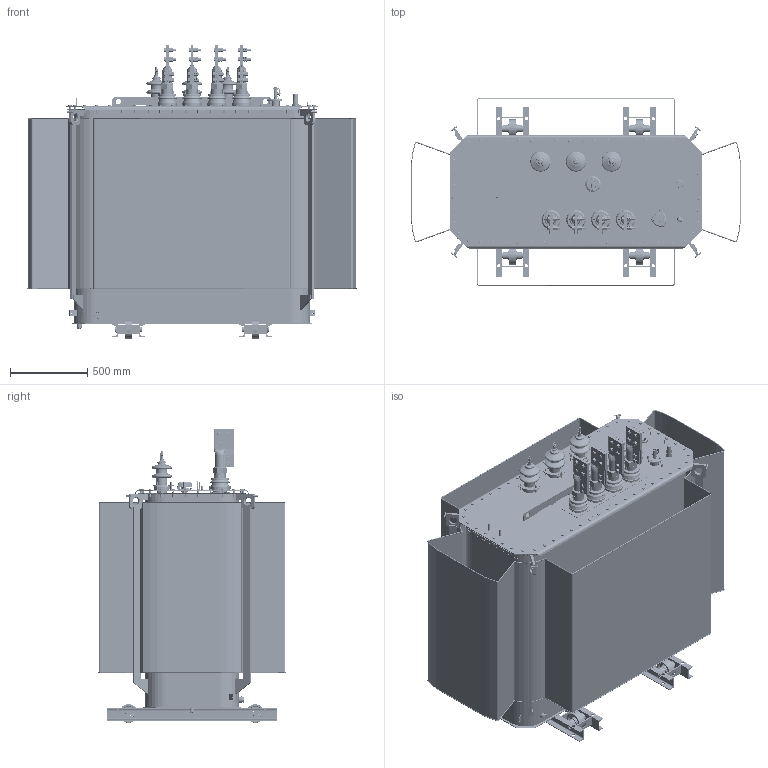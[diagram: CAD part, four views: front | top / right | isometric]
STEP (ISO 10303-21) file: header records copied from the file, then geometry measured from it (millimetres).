
FILE_DESCRIPTION(/* description */ (''),/* implementation_level */ '2;1');
FILE_NAME(/* name */ '!!!ВИЕЛ.672333.018_СБ_Трансформатор ТМГ21_1600_10_У1 (Х1)_Shrinkwrap_1.stp',/* time_stamp */ '2016-07-27T07:48:23+03:00',/* author */ ('54405'),/* organization */ (''),/* preprocessor_version */ 'ST-DEVELOPER v15.2',/* originating_system */ 'Autodesk Inventor 2014',/* authorisation */ '');
FILE_SCHEMA (('AUTOMOTIVE_DESIGN { 1 0 10303 214 3 1 1 }'));
Products named in the file (1):  ТМГ21_16
00_10_У1 (Х1)_Shrinkwrap_1
Bounding box: 2128.56 x 1210.68 x 1896.93 mm (x, y, z)
Volume: 52267286 mm3; surface area: 29067478.3 mm2
Topology: 83 solids, 151 shells, 8534 faces, 21883 edges, 14223 vertices
Faces by surface type: plane 4530, cylinder 2288, bspline 763, cone 553, torus 359, sphere 41
Full cylindrical faces by diameter (mm): 1.6 x3, 3 x8, 3.1 x4, 3.2 x1, 3.96 x1, 4 x5, 4.134 x1, 4.5 x3, 4.95 x1, 5 x1, 5.3 x1, 5.5 x2, 6 x25, 6.2 x5, 6.5 x1, 7.1 x2, 7.5 x9, 7.92 x3, 8 x7, 8.4 x6, 8.746 x17, 9 x8, 10 x22, 10.8 x3, 11 x1, 11.88 x52, 12 x58, 12.5 x3, 13 x14, 14 x106
Entity records: 291797 total; most frequent: CARTESIAN_POINT 89122, ORIENTED_EDGE 39988, DIRECTION 37778, EDGE_CURVE 19982, VERTEX_POINT 13891, AXIS2_PLACEMENT_3D 13710, EDGE_LOOP 11329, LINE 10358
